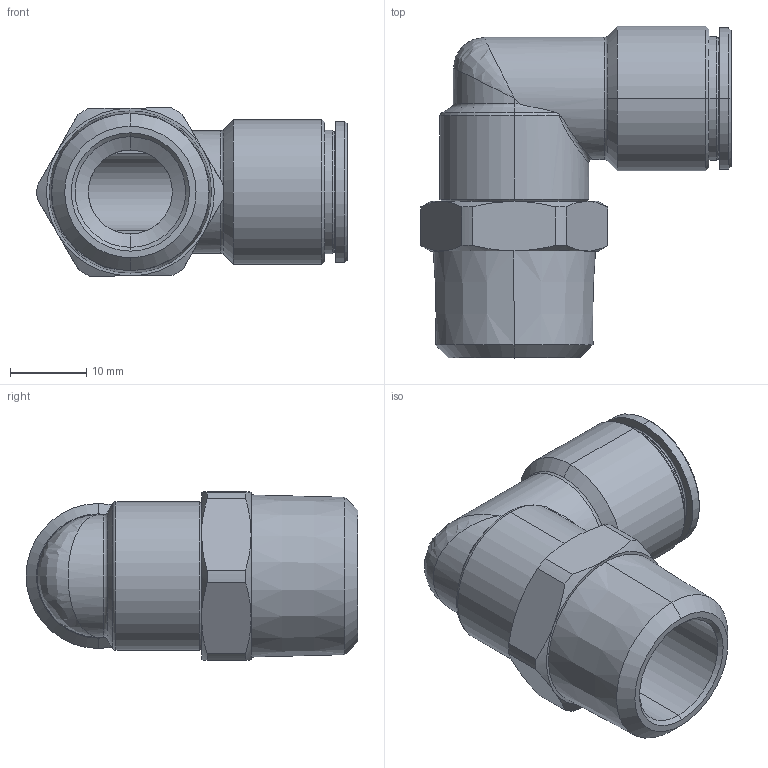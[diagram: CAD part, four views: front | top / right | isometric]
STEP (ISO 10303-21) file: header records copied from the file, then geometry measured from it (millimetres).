
FILE_DESCRIPTION (( 'STEP AP203' ), '1' );
FILE_NAME ('X0050064.STEP', '2010-09-24T06:29:40', ( '' ), ( 'sopra-pneumatic' ), 'SwSTEP 2.0', 'SolidWorks 2009', '' );
FILE_SCHEMA (( 'CONFIG_CONTROL_DESIGN' ));
Length unit declared in the file: millimetre
Products named in the file (1): X0050064
Bounding box: 40.65 x 43.5 x 22.05 mm (x, y, z)
Volume: 10325.3 mm3; surface area: 6806.3 mm2
Topology: 1 solids, 1 shells, 94 faces, 212 edges, 122 vertices
Faces by surface type: cone 35, cylinder 28, plane 15, torus 12, bspline 4
Entity records: 4040 total; most frequent: CARTESIAN_POINT 1907, DIRECTION 452, ORIENTED_EDGE 420, EDGE_CURVE 210, AXIS2_PLACEMENT_3D 197, VERTEX_POINT 122, CIRCLE 106, EDGE_LOOP 100
